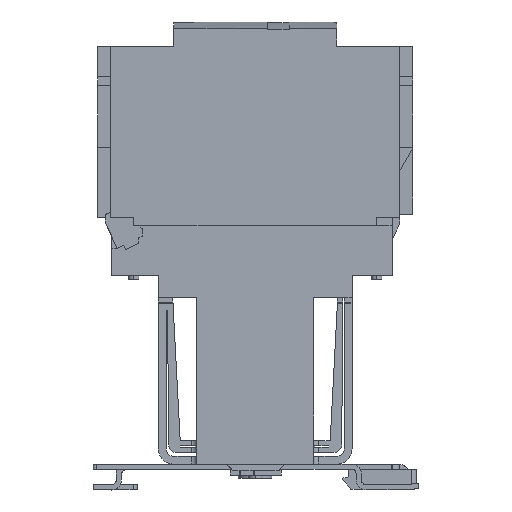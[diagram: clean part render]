
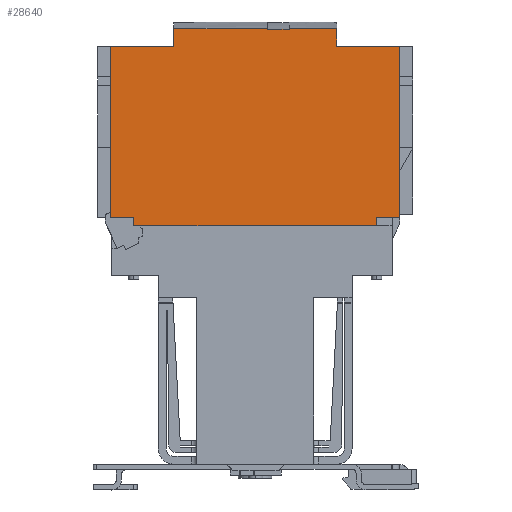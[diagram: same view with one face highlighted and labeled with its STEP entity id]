
A CAD part, left-side view. The second image highlights one B-rep face of the part: STEP entity #28640.
In plain terms, the highlighted planar face has unit normal (-1, 0, 0).
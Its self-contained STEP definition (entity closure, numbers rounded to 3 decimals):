
#1382=DIRECTION('',(0.,0.,1.));
#1383=VECTOR('',#1382,3.23);
#1384=CARTESIAN_POINT('',(0.,14.,19.1));
#1385=LINE('',#1384,#1383);
#1430=DIRECTION('',(0.,0.,-1.));
#1431=VECTOR('',#1430,0.303);
#1432=CARTESIAN_POINT('',(0.,47.8,95.479));
#1433=LINE('',#1432,#1431);
#1434=DIRECTION('',(0.,1.,0.));
#1435=VECTOR('',#1434,18.3);
#1436=CARTESIAN_POINT('',(0.,29.5,95.479));
#1437=LINE('',#1436,#1435);
#1438=DIRECTION('',(0.,0.,1.));
#1439=VECTOR('',#1438,6.879);
#1440=CARTESIAN_POINT('',(0.,29.5,88.6));
#1441=LINE('',#1440,#1439);
#1442=DIRECTION('',(0.,-1.,0.));
#1443=VECTOR('',#1442,9.);
#1444=CARTESIAN_POINT('',(0.,14.,22.33));
#1445=LINE('',#1444,#1443);
#1446=DIRECTION('',(0.,1.,0.));
#1447=VECTOR('',#1446,94.);
#1448=CARTESIAN_POINT('',(0.,14.,19.1));
#1449=LINE('',#1448,#1447);
#1450=DIRECTION('',(0.,1.,0.));
#1451=VECTOR('',#1450,9.);
#1452=CARTESIAN_POINT('',(0.,108.,22.33));
#1453=LINE('',#1452,#1451);
#1454=DIRECTION('',(0.,0.,-1.));
#1455=VECTOR('',#1454,6.879);
#1456=CARTESIAN_POINT('',(0.,92.5,95.479));
#1457=LINE('',#1456,#1455);
#1458=DIRECTION('',(0.,1.,0.));
#1459=VECTOR('',#1458,36.2);
#1460=CARTESIAN_POINT('',(0.,56.3,95.479));
#1461=LINE('',#1460,#1459);
#1462=DIRECTION('',(0.,0.,-1.));
#1463=VECTOR('',#1462,0.303);
#1464=CARTESIAN_POINT('',(0.,56.3,95.479));
#1465=LINE('',#1464,#1463);
#1466=DIRECTION('',(0.,-1.,0.));
#1467=VECTOR('',#1466,8.5);
#1468=CARTESIAN_POINT('',(0.,56.3,95.176));
#1469=LINE('',#1468,#1467);
#5586=DIRECTION('',(0.,0.,1.));
#5587=VECTOR('',#5586,3.23);
#5588=CARTESIAN_POINT('',(0.,108.,19.1));
#5589=LINE('',#5588,#5587);
#11445=DIRECTION('',(0.,0.,1.));
#11446=VECTOR('',#11445,66.27);
#11447=CARTESIAN_POINT('',(0.,5.,22.33));
#11448=LINE('',#11447,#11446);
#11521=DIRECTION('',(0.,-1.,0.));
#11522=VECTOR('',#11521,24.5);
#11523=CARTESIAN_POINT('',(0.,29.5,88.6));
#11524=LINE('',#11523,#11522);
#16215=DIRECTION('',(0.,1.,0.));
#16216=VECTOR('',#16215,24.5);
#16217=CARTESIAN_POINT('',(0.,92.5,88.6));
#16218=LINE('',#16217,#16216);
#16835=DIRECTION('',(0.,0.,1.));
#16836=VECTOR('',#16835,66.27);
#16837=CARTESIAN_POINT('',(0.,117.,22.33));
#16838=LINE('',#16837,#16836);
#21080=CARTESIAN_POINT('',(0.,29.5,95.479));
#21082=VERTEX_POINT('',#21080);
#21083=CARTESIAN_POINT('',(0.,92.5,95.479));
#21085=VERTEX_POINT('',#21083);
#21903=CARTESIAN_POINT('',(0.,117.,22.33));
#21905=VERTEX_POINT('',#21903);
#21906=CARTESIAN_POINT('',(0.,117.,88.6));
#21907=VERTEX_POINT('',#21906);
#21964=CARTESIAN_POINT('',(0.,108.,22.33));
#21966=VERTEX_POINT('',#21964);
#21970=CARTESIAN_POINT('',(0.,92.5,88.6));
#21971=VERTEX_POINT('',#21970);
#23140=CARTESIAN_POINT('',(0.,5.,22.33));
#23142=VERTEX_POINT('',#23140);
#23143=CARTESIAN_POINT('',(0.,5.,88.6));
#23144=VERTEX_POINT('',#23143);
#23177=CARTESIAN_POINT('',(0.,14.,22.33));
#23178=VERTEX_POINT('',#23177);
#23179=CARTESIAN_POINT('',(0.,29.5,88.6));
#23180=VERTEX_POINT('',#23179);
#25157=CARTESIAN_POINT('',(0.,14.,19.1));
#25158=CARTESIAN_POINT('',(0.,108.,19.1));
#25159=VERTEX_POINT('',#25157);
#25160=VERTEX_POINT('',#25158);
#27258=CARTESIAN_POINT('',(0.,47.8,95.479));
#27259=CARTESIAN_POINT('',(0.,47.8,95.176));
#27260=VERTEX_POINT('',#27258);
#27261=VERTEX_POINT('',#27259);
#27262=CARTESIAN_POINT('',(0.,56.3,95.176));
#27263=VERTEX_POINT('',#27262);
#27268=CARTESIAN_POINT('',(0.,56.3,95.479));
#27269=VERTEX_POINT('',#27268);
#28603=CARTESIAN_POINT('',(0.,0.,0.));
#28604=DIRECTION('',(-1.,0.,0.));
#28605=DIRECTION('',(0.,0.,1.));
#28606=AXIS2_PLACEMENT_3D('',#28603,#28604,#28605);
#28607=PLANE('',#28606);
#28609=ORIENTED_EDGE('',*,*,#28608,.F.);
#28611=ORIENTED_EDGE('',*,*,#28610,.F.);
#28612=ORIENTED_EDGE('',*,*,#27890,.F.);
#28614=ORIENTED_EDGE('',*,*,#28613,.T.);
#28616=ORIENTED_EDGE('',*,*,#28615,.F.);
#28618=ORIENTED_EDGE('',*,*,#28617,.F.);
#28619=ORIENTED_EDGE('',*,*,#28564,.F.);
#28621=ORIENTED_EDGE('',*,*,#28620,.T.);
#28623=ORIENTED_EDGE('',*,*,#28622,.T.);
#28625=ORIENTED_EDGE('',*,*,#28624,.T.);
#28627=ORIENTED_EDGE('',*,*,#28626,.T.);
#28629=ORIENTED_EDGE('',*,*,#28628,.F.);
#28631=ORIENTED_EDGE('',*,*,#28630,.F.);
#28633=ORIENTED_EDGE('',*,*,#28632,.F.);
#28635=ORIENTED_EDGE('',*,*,#28634,.T.);
#28637=ORIENTED_EDGE('',*,*,#28636,.T.);
#28638=EDGE_LOOP('',(#28609,#28611,#28612,#28614,#28616,#28618,#28619,#28621,
#28623,#28625,#28627,#28629,#28631,#28633,#28635,#28637));
#28639=FACE_OUTER_BOUND('',#28638,.F.);
#28640=ADVANCED_FACE('',(#28639),#28607,.T.);
#27890=EDGE_CURVE('',#23180,#21082,#1441,.T.);
#28564=EDGE_CURVE('',#25159,#23178,#1385,.T.);
#28608=EDGE_CURVE('',#27260,#27261,#1433,.T.);
#28610=EDGE_CURVE('',#21082,#27260,#1437,.T.);
#28613=EDGE_CURVE('',#23180,#23144,#11524,.T.);
#28615=EDGE_CURVE('',#23142,#23144,#11448,.T.);
#28617=EDGE_CURVE('',#23178,#23142,#1445,.T.);
#28620=EDGE_CURVE('',#25159,#25160,#1449,.T.);
#28622=EDGE_CURVE('',#25160,#21966,#5589,.T.);
#28624=EDGE_CURVE('',#21966,#21905,#1453,.T.);
#28626=EDGE_CURVE('',#21905,#21907,#16838,.T.);
#28628=EDGE_CURVE('',#21971,#21907,#16218,.T.);
#28630=EDGE_CURVE('',#21085,#21971,#1457,.T.);
#28632=EDGE_CURVE('',#27269,#21085,#1461,.T.);
#28634=EDGE_CURVE('',#27269,#27263,#1465,.T.);
#28636=EDGE_CURVE('',#27263,#27261,#1469,.T.);
